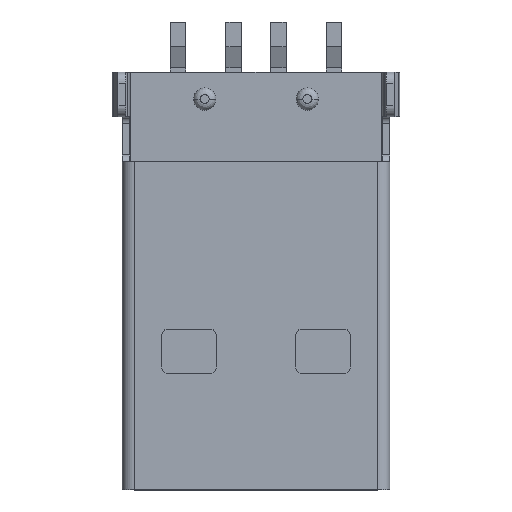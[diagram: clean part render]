
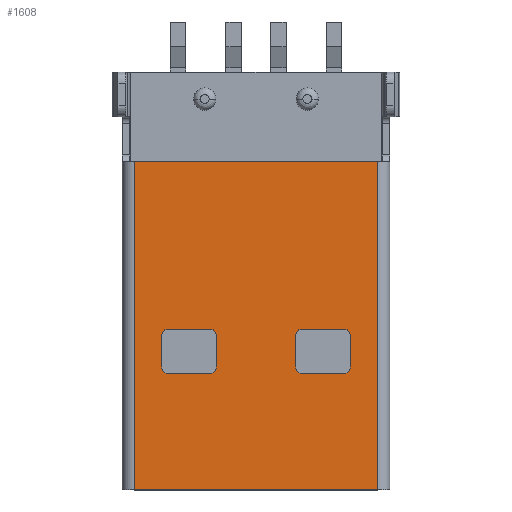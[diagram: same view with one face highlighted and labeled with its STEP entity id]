
A CAD part, top view. The second image highlights one B-rep face of the part: STEP entity #1608.
In plain terms, the highlighted free-form (B-spline) face has degree [1, 1] with [2, 2] control points.
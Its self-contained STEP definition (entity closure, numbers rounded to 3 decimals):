
#1026 = VERTEX_POINT('',#1027);
#1027 = CARTESIAN_POINT('',(5.45,14.7,2.25));
#1034 = EDGE_CURVE('',#1035,#1026,#1037,.T.);
#1035 = VERTEX_POINT('',#1036);
#1036 = CARTESIAN_POINT('',(-5.45,14.7,2.25));
#1037 = LINE('',#1038,#1039);
#1038 = CARTESIAN_POINT('',(-5.45,14.7,2.25));
#1039 = VECTOR('',#1040,1.);
#1040 = DIRECTION('',(1.,0.,0.));
#1563 = VERTEX_POINT('',#1564);
#1564 = CARTESIAN_POINT('',(-5.45,0.,2.25));
#1593 = EDGE_CURVE('',#1563,#1035,#1594,.T.);
#1594 = LINE('',#1595,#1596);
#1595 = CARTESIAN_POINT('',(-5.45,0.,2.25));
#1596 = VECTOR('',#1597,1.);
#1597 = DIRECTION('',(0.,1.,0.));
#1608 = ADVANCED_FACE('',(#1609,#1627,#1697),#1767,.T.);
#1609 = FACE_BOUND('',#1610,.T.);
#1610 = EDGE_LOOP('',(#1611,#1612,#1620,#1626));
#1611 = ORIENTED_EDGE('',*,*,#1593,.F.);
#1612 = ORIENTED_EDGE('',*,*,#1613,.T.);
#1613 = EDGE_CURVE('',#1563,#1614,#1616,.T.);
#1614 = VERTEX_POINT('',#1615);
#1615 = CARTESIAN_POINT('',(5.45,0.,2.25));
#1616 = LINE('',#1617,#1618);
#1617 = CARTESIAN_POINT('',(-5.45,0.,2.25));
#1618 = VECTOR('',#1619,1.);
#1619 = DIRECTION('',(1.,0.,0.));
#1620 = ORIENTED_EDGE('',*,*,#1621,.T.);
#1621 = EDGE_CURVE('',#1614,#1026,#1622,.T.);
#1622 = LINE('',#1623,#1624);
#1623 = CARTESIAN_POINT('',(5.45,0.,2.25));
#1624 = VECTOR('',#1625,1.);
#1625 = DIRECTION('',(0.,1.,0.));
#1626 = ORIENTED_EDGE('',*,*,#1034,.F.);
#1627 = FACE_BOUND('',#1628,.T.);
#1628 = EDGE_LOOP('',(#1629,#1640,#1648,#1657,#1665,#1674,#1682,#1691));
#1629 = ORIENTED_EDGE('',*,*,#1630,.T.);
#1630 = EDGE_CURVE('',#1631,#1633,#1635,.T.);
#1631 = VERTEX_POINT('',#1632);
#1632 = CARTESIAN_POINT('',(4.225,5.5,2.25));
#1633 = VERTEX_POINT('',#1634);
#1634 = CARTESIAN_POINT('',(3.925,5.2,2.25));
#1635 = CIRCLE('',#1636,0.3);
#1636 = AXIS2_PLACEMENT_3D('',#1637,#1638,#1639);
#1637 = CARTESIAN_POINT('',(3.925,5.5,2.25));
#1638 = DIRECTION('',(0.,0.,-1.));
#1639 = DIRECTION('',(1.,0.,0.));
#1640 = ORIENTED_EDGE('',*,*,#1641,.T.);
#1641 = EDGE_CURVE('',#1633,#1642,#1644,.T.);
#1642 = VERTEX_POINT('',#1643);
#1643 = CARTESIAN_POINT('',(2.075,5.2,2.25));
#1644 = LINE('',#1645,#1646);
#1645 = CARTESIAN_POINT('',(3.925,5.2,2.25));
#1646 = VECTOR('',#1647,1.);
#1647 = DIRECTION('',(-1.,0.,0.));
#1648 = ORIENTED_EDGE('',*,*,#1649,.T.);
#1649 = EDGE_CURVE('',#1642,#1650,#1652,.T.);
#1650 = VERTEX_POINT('',#1651);
#1651 = CARTESIAN_POINT('',(1.775,5.5,2.25));
#1652 = CIRCLE('',#1653,0.3);
#1653 = AXIS2_PLACEMENT_3D('',#1654,#1655,#1656);
#1654 = CARTESIAN_POINT('',(2.075,5.5,2.25));
#1655 = DIRECTION('',(0.,0.,-1.));
#1656 = DIRECTION('',(0.,-1.,0.));
#1657 = ORIENTED_EDGE('',*,*,#1658,.T.);
#1658 = EDGE_CURVE('',#1650,#1659,#1661,.T.);
#1659 = VERTEX_POINT('',#1660);
#1660 = CARTESIAN_POINT('',(1.775,6.9,2.25));
#1661 = LINE('',#1662,#1663);
#1662 = CARTESIAN_POINT('',(1.775,5.5,2.25));
#1663 = VECTOR('',#1664,1.);
#1664 = DIRECTION('',(0.,1.,0.));
#1665 = ORIENTED_EDGE('',*,*,#1666,.T.);
#1666 = EDGE_CURVE('',#1659,#1667,#1669,.T.);
#1667 = VERTEX_POINT('',#1668);
#1668 = CARTESIAN_POINT('',(2.075,7.2,2.25));
#1669 = CIRCLE('',#1670,0.3);
#1670 = AXIS2_PLACEMENT_3D('',#1671,#1672,#1673);
#1671 = CARTESIAN_POINT('',(2.075,6.9,2.25));
#1672 = DIRECTION('',(0.,0.,-1.));
#1673 = DIRECTION('',(-1.,0.,0.));
#1674 = ORIENTED_EDGE('',*,*,#1675,.T.);
#1675 = EDGE_CURVE('',#1667,#1676,#1678,.T.);
#1676 = VERTEX_POINT('',#1677);
#1677 = CARTESIAN_POINT('',(3.925,7.2,2.25));
#1678 = LINE('',#1679,#1680);
#1679 = CARTESIAN_POINT('',(2.075,7.2,2.25));
#1680 = VECTOR('',#1681,1.);
#1681 = DIRECTION('',(1.,0.,0.));
#1682 = ORIENTED_EDGE('',*,*,#1683,.T.);
#1683 = EDGE_CURVE('',#1676,#1684,#1686,.T.);
#1684 = VERTEX_POINT('',#1685);
#1685 = CARTESIAN_POINT('',(4.225,6.9,2.25));
#1686 = CIRCLE('',#1687,0.3);
#1687 = AXIS2_PLACEMENT_3D('',#1688,#1689,#1690);
#1688 = CARTESIAN_POINT('',(3.925,6.9,2.25));
#1689 = DIRECTION('',(0.,0.,-1.));
#1690 = DIRECTION('',(0.,1.,0.));
#1691 = ORIENTED_EDGE('',*,*,#1692,.T.);
#1692 = EDGE_CURVE('',#1684,#1631,#1693,.T.);
#1693 = LINE('',#1694,#1695);
#1694 = CARTESIAN_POINT('',(4.225,6.9,2.25));
#1695 = VECTOR('',#1696,1.);
#1696 = DIRECTION('',(0.,-1.,0.));
#1697 = FACE_BOUND('',#1698,.T.);
#1698 = EDGE_LOOP('',(#1699,#1710,#1718,#1727,#1735,#1744,#1752,#1761));
#1699 = ORIENTED_EDGE('',*,*,#1700,.T.);
#1700 = EDGE_CURVE('',#1701,#1703,#1705,.T.);
#1701 = VERTEX_POINT('',#1702);
#1702 = CARTESIAN_POINT('',(-1.775,5.5,2.25));
#1703 = VERTEX_POINT('',#1704);
#1704 = CARTESIAN_POINT('',(-2.075,5.2,2.25));
#1705 = CIRCLE('',#1706,0.3);
#1706 = AXIS2_PLACEMENT_3D('',#1707,#1708,#1709);
#1707 = CARTESIAN_POINT('',(-2.075,5.5,2.25));
#1708 = DIRECTION('',(0.,0.,-1.));
#1709 = DIRECTION('',(1.,0.,0.));
#1710 = ORIENTED_EDGE('',*,*,#1711,.T.);
#1711 = EDGE_CURVE('',#1703,#1712,#1714,.T.);
#1712 = VERTEX_POINT('',#1713);
#1713 = CARTESIAN_POINT('',(-3.925,5.2,2.25));
#1714 = LINE('',#1715,#1716);
#1715 = CARTESIAN_POINT('',(-2.075,5.2,2.25));
#1716 = VECTOR('',#1717,1.);
#1717 = DIRECTION('',(-1.,0.,0.));
#1718 = ORIENTED_EDGE('',*,*,#1719,.T.);
#1719 = EDGE_CURVE('',#1712,#1720,#1722,.T.);
#1720 = VERTEX_POINT('',#1721);
#1721 = CARTESIAN_POINT('',(-4.225,5.5,2.25));
#1722 = CIRCLE('',#1723,0.3);
#1723 = AXIS2_PLACEMENT_3D('',#1724,#1725,#1726);
#1724 = CARTESIAN_POINT('',(-3.925,5.5,2.25));
#1725 = DIRECTION('',(0.,0.,-1.));
#1726 = DIRECTION('',(0.,-1.,0.));
#1727 = ORIENTED_EDGE('',*,*,#1728,.T.);
#1728 = EDGE_CURVE('',#1720,#1729,#1731,.T.);
#1729 = VERTEX_POINT('',#1730);
#1730 = CARTESIAN_POINT('',(-4.225,6.9,2.25));
#1731 = LINE('',#1732,#1733);
#1732 = CARTESIAN_POINT('',(-4.225,5.5,2.25));
#1733 = VECTOR('',#1734,1.);
#1734 = DIRECTION('',(0.,1.,0.));
#1735 = ORIENTED_EDGE('',*,*,#1736,.T.);
#1736 = EDGE_CURVE('',#1729,#1737,#1739,.T.);
#1737 = VERTEX_POINT('',#1738);
#1738 = CARTESIAN_POINT('',(-3.925,7.2,2.25));
#1739 = CIRCLE('',#1740,0.3);
#1740 = AXIS2_PLACEMENT_3D('',#1741,#1742,#1743);
#1741 = CARTESIAN_POINT('',(-3.925,6.9,2.25));
#1742 = DIRECTION('',(0.,0.,-1.));
#1743 = DIRECTION('',(-1.,0.,0.));
#1744 = ORIENTED_EDGE('',*,*,#1745,.T.);
#1745 = EDGE_CURVE('',#1737,#1746,#1748,.T.);
#1746 = VERTEX_POINT('',#1747);
#1747 = CARTESIAN_POINT('',(-2.075,7.2,2.25));
#1748 = LINE('',#1749,#1750);
#1749 = CARTESIAN_POINT('',(-3.925,7.2,2.25));
#1750 = VECTOR('',#1751,1.);
#1751 = DIRECTION('',(1.,0.,0.));
#1752 = ORIENTED_EDGE('',*,*,#1753,.T.);
#1753 = EDGE_CURVE('',#1746,#1754,#1756,.T.);
#1754 = VERTEX_POINT('',#1755);
#1755 = CARTESIAN_POINT('',(-1.775,6.9,2.25));
#1756 = CIRCLE('',#1757,0.3);
#1757 = AXIS2_PLACEMENT_3D('',#1758,#1759,#1760);
#1758 = CARTESIAN_POINT('',(-2.075,6.9,2.25));
#1759 = DIRECTION('',(0.,0.,-1.));
#1760 = DIRECTION('',(0.,1.,0.));
#1761 = ORIENTED_EDGE('',*,*,#1762,.T.);
#1762 = EDGE_CURVE('',#1754,#1701,#1763,.T.);
#1763 = LINE('',#1764,#1765);
#1764 = CARTESIAN_POINT('',(-1.775,6.9,2.25));
#1765 = VECTOR('',#1766,1.);
#1766 = DIRECTION('',(0.,-1.,0.));
#1767 = B_SPLINE_SURFACE_WITH_KNOTS('',1,1,(
    (#1768,#1769)
    ,(#1770,#1771
  )),.UNSPECIFIED.,.F.,.F.,.F.,(2,2),(2,2),(0.332,11.668),(-0.294,14.994
    ),.PIECEWISE_BEZIER_KNOTS.);
#1768 = CARTESIAN_POINT('',(-5.668,-0.294,2.25));
#1769 = CARTESIAN_POINT('',(-5.668,14.994,2.25));
#1770 = CARTESIAN_POINT('',(5.668,-0.294,2.25));
#1771 = CARTESIAN_POINT('',(5.668,14.994,2.25));
